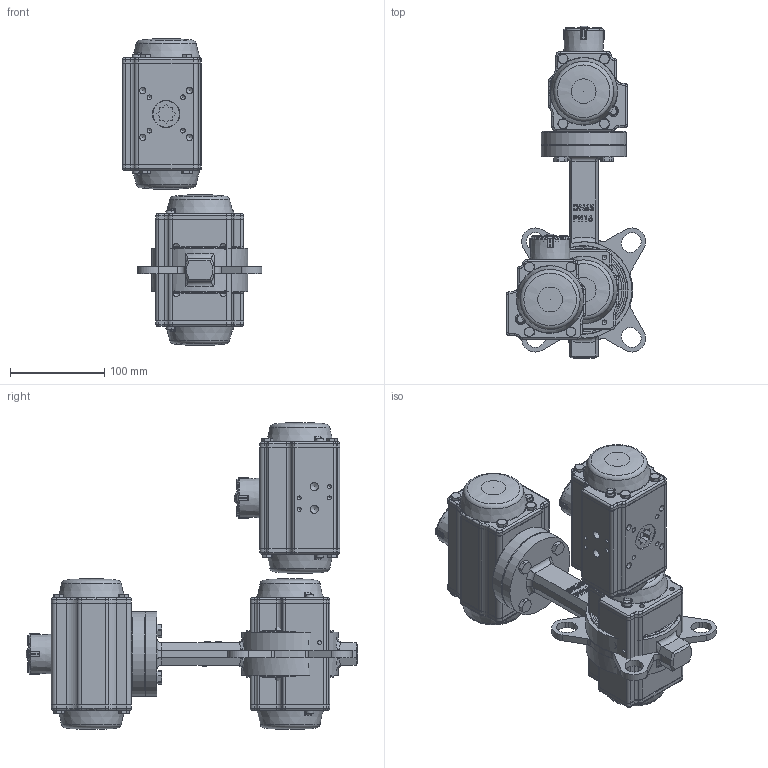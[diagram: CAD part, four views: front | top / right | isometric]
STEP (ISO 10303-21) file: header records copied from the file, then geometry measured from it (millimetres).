
FILE_DESCRIPTION( ( 'Unknown' ), '1' );
FILE_NAME( 'FR26-5.100_110_120.065.stp', 'Unknown', ( 'Unknown' ), ( 'Unknown' ), 'PSStep 13.0', 'Unknown', ' ' );
FILE_SCHEMA( ( 'AUTOMOTIVE_DESIGN { 1 0 10303 214 1 1 1 1 }' ) );
Length unit declared in the file: millimetre
Products named in the file (17): Wafer- DN065; Assem1; DW36_FR26; KP-63; hexagon head bolts--product grade c gb_GB_FASTENER_BOLT_HHBC M6X30-N; cup head nib bolts with large head gb_GB_FASTENER_BOLT_CHNBW M6X25-N; _____________; _____________-oa0; ________(___________; ________(___________-oa1; ______; Manschette DN65; Körper DN65; Klappe DN65; Spindel DN65; DIN933_M8x35; Aufbauplatte F07, 15mm
Bounding box: 147.85 x 351.61 x 324.32 mm (x, y, z)
Volume: 4064604.3 mm3; surface area: 711176.2 mm2
Topology: 57 solids, 60 shells, 4358 faces, 10809 edges, 6727 vertices
Faces by surface type: plane 1653, cylinder 1128, bspline 441, cone 374, extrusion 369, torus 360, sphere 33
Full cylindrical faces by diameter (mm): 2.325 x6, 3 x48, 3.3 x24, 4.2 x24, 4.66 x3, 5 x39, 6 x20, 6.2 x3, 6.8 x12, 8 x8, 8.8 x6, 9 x20, 10 x3, 12.6 x12, 12.75 x3, 15.8 x3, 17.45 x6, 20.2 x3, 21.8 x6, 23 x3, 25.5 x3, 28 x3, 38.5 x3, 55 x2, 56 x3, 73.6 x12, 83 x12, 90 x5, 93 x6, 94 x6
Entity records: 62065 total; most frequent: CARTESIAN_POINT 20850, ORIENTED_EDGE 6266, DIRECTION 5825, EDGE_CURVE 3133, AXIS2_PLACEMENT_3D 2147, VERTEX_POINT 2074, EDGE_LOOP 1657, VECTOR 1531
